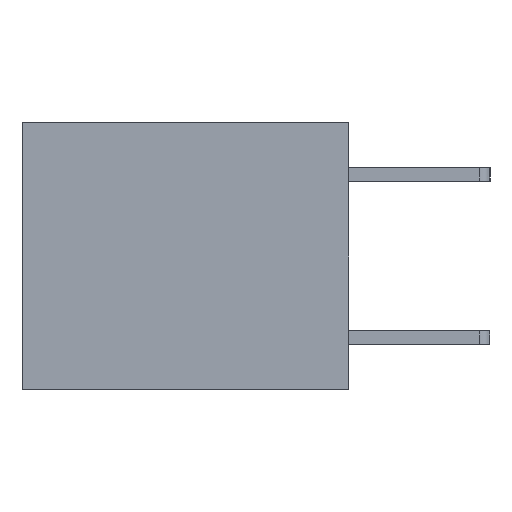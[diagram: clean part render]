
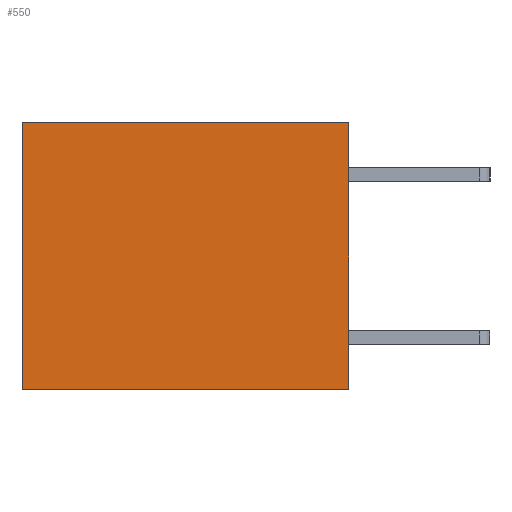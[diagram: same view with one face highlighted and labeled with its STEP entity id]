
A CAD part, left-side view. The second image highlights one B-rep face of the part: STEP entity #550.
In plain terms, the highlighted planar face has unit normal (-1, 0, 0).
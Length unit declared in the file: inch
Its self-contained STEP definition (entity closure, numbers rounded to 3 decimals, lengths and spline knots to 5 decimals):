
#227 = CARTESIAN_POINT ( 'NONE',  ( 0.3165, 0.6, -0.49 ) ) ;
#550 = ADVANCED_FACE ( 'NONE', ( #10240 ), #11210, .F. ) ;
#985 = DIRECTION ( 'NONE',  ( 1., 0., 0. ) ) ;
#1522 = AXIS2_PLACEMENT_3D ( 'NONE', #9275, #985, #9234 ) ;
#1621 = LINE ( 'NONE', #5379, #3070 ) ;
#1853 = CARTESIAN_POINT ( 'NONE',  ( 0.3165, 0., 0. ) ) ;
#2030 = LINE ( 'NONE', #4776, #6381 ) ;
#2081 = ORIENTED_EDGE ( 'NONE', *, *, #2571, .F. ) ;
#2447 = CARTESIAN_POINT ( 'NONE',  ( 0.3165, 0.6, -0.49 ) ) ;
#2571 = EDGE_CURVE ( 'NONE', #12411, #8739, #1621, .T. ) ;
#2660 = VECTOR ( 'NONE', #13007, 39.37008 ) ;
#3070 = VECTOR ( 'NONE', #10635, 39.37008 ) ;
#3254 = VERTEX_POINT ( 'NONE', #2447 ) ;
#3280 = ORIENTED_EDGE ( 'NONE', *, *, #7532, .T. ) ;
#3453 = ORIENTED_EDGE ( 'NONE', *, *, #11463, .F. ) ;
#4776 = CARTESIAN_POINT ( 'NONE',  ( 0.3165, 0., 0. ) ) ;
#5379 = CARTESIAN_POINT ( 'NONE',  ( 0.3165, 0., -0.49 ) ) ;
#5784 = CARTESIAN_POINT ( 'NONE',  ( 0.3165, 0., -0.49 ) ) ;
#6381 = VECTOR ( 'NONE', #8023, 39.37008 ) ;
#7279 = EDGE_LOOP ( 'NONE', ( #3280, #3453, #2081, #8773 ) ) ;
#7365 = DIRECTION ( 'NONE',  ( 0., 0., -1. ) ) ;
#7532 = EDGE_CURVE ( 'NONE', #10358, #3254, #9566, .T. ) ;
#8023 = DIRECTION ( 'NONE',  ( 0., 1., 0. ) ) ;
#8739 = VERTEX_POINT ( 'NONE', #11525 ) ;
#8773 = ORIENTED_EDGE ( 'NONE', *, *, #11356, .T. ) ;
#9039 = CARTESIAN_POINT ( 'NONE',  ( 0.3165, 0.6, 0. ) ) ;
#9234 = DIRECTION ( 'NONE',  ( 0., 0., -1. ) ) ;
#9275 = CARTESIAN_POINT ( 'NONE',  ( 0.3165, 0., -0.49 ) ) ;
#9566 = LINE ( 'NONE', #227, #10213 ) ;
#10213 = VECTOR ( 'NONE', #7365, 39.37008 ) ;
#10240 = FACE_OUTER_BOUND ( 'NONE', #7279, .T. ) ;
#10358 = VERTEX_POINT ( 'NONE', #9039 ) ;
#10635 = DIRECTION ( 'NONE',  ( 0., 0., -1. ) ) ;
#11210 = PLANE ( 'NONE',  #1522 ) ;
#11215 = LINE ( 'NONE', #5784, #2660 ) ;
#11356 = EDGE_CURVE ( 'NONE', #12411, #10358, #2030, .T. ) ;
#11463 = EDGE_CURVE ( 'NONE', #8739, #3254, #11215, .T. ) ;
#11525 = CARTESIAN_POINT ( 'NONE',  ( 0.3165, 0., -0.49 ) ) ;
#12411 = VERTEX_POINT ( 'NONE', #1853 ) ;
#13007 = DIRECTION ( 'NONE',  ( 0., 1., 0. ) ) ;
